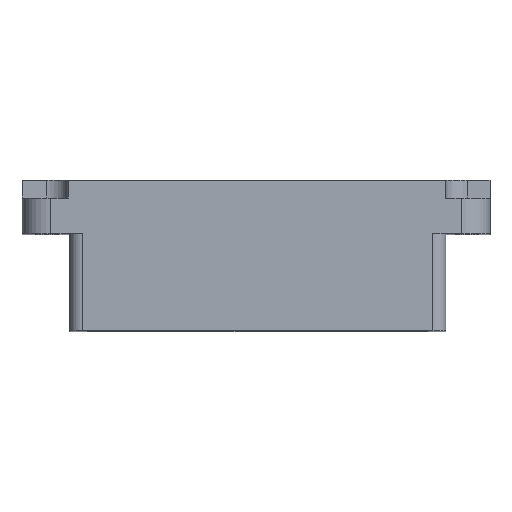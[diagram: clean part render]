
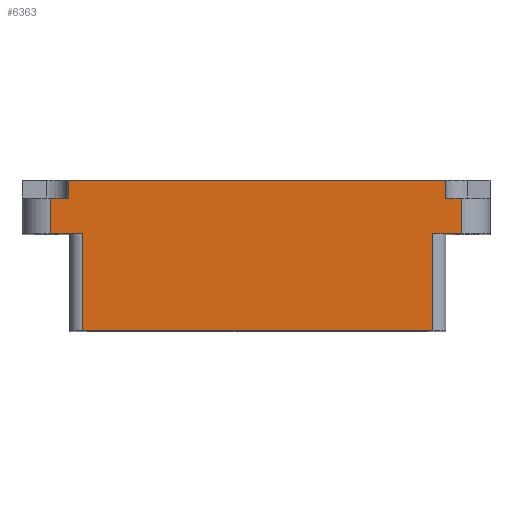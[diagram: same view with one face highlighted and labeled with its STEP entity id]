
A CAD part, top view. The second image highlights one B-rep face of the part: STEP entity #6363.
In plain terms, the highlighted planar face has unit normal (0, 0, 1).
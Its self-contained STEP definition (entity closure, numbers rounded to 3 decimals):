
#298=PLANE('',#6990);
#710=FACE_OUTER_BOUND('',#1052,.T.);
#1052=EDGE_LOOP('',(#5661,#5662,#5663,#5664,#5665,#5666,#5667,#5668,#5669,
#5670,#5671,#5672));
#1876=LINE('',#15171,#2400);
#1878=LINE('',#15177,#2402);
#1902=LINE('',#15245,#2426);
#1907=LINE('',#15255,#2431);
#1931=LINE('',#15319,#2455);
#1933=LINE('',#15325,#2457);
#1934=LINE('',#15327,#2458);
#1935=LINE('',#15329,#2459);
#1936=LINE('',#15331,#2460);
#1937=LINE('',#15333,#2461);
#1938=LINE('',#15334,#2462);
#1939=LINE('',#15335,#2463);
#2400=VECTOR('',#8571,10.);
#2402=VECTOR('',#8577,10.);
#2426=VECTOR('',#8637,10.);
#2431=VECTOR('',#8646,10.);
#2455=VECTOR('',#8706,10.);
#2457=VECTOR('',#8712,10.);
#2458=VECTOR('',#8713,10.);
#2459=VECTOR('',#8714,10.);
#2460=VECTOR('',#8715,10.);
#2461=VECTOR('',#8716,10.);
#2462=VECTOR('',#8717,10.);
#2463=VECTOR('',#8718,10.);
#3017=VERTEX_POINT('',#15167);
#3018=VERTEX_POINT('',#15169);
#3020=VERTEX_POINT('',#15175);
#3045=VERTEX_POINT('',#15242);
#3046=VERTEX_POINT('',#15244);
#3049=VERTEX_POINT('',#15254);
#3071=VERTEX_POINT('',#15318);
#3073=VERTEX_POINT('',#15324);
#3074=VERTEX_POINT('',#15326);
#3075=VERTEX_POINT('',#15328);
#3076=VERTEX_POINT('',#15330);
#3077=VERTEX_POINT('',#15332);
#3892=EDGE_CURVE('',#3017,#3018,#1876,.T.);
#3895=EDGE_CURVE('',#3018,#3020,#1878,.T.);
#3927=EDGE_CURVE('',#3046,#3045,#1902,.T.);
#3932=EDGE_CURVE('',#3049,#3046,#1907,.T.);
#3963=EDGE_CURVE('',#3049,#3071,#1931,.T.);
#3966=EDGE_CURVE('',#3020,#3073,#1933,.T.);
#3967=EDGE_CURVE('',#3074,#3073,#1934,.T.);
#3968=EDGE_CURVE('',#3074,#3075,#1935,.T.);
#3969=EDGE_CURVE('',#3076,#3075,#1936,.T.);
#3970=EDGE_CURVE('',#3077,#3076,#1937,.T.);
#3971=EDGE_CURVE('',#3071,#3077,#1938,.T.);
#3972=EDGE_CURVE('',#3045,#3017,#1939,.T.);
#5661=ORIENTED_EDGE('',*,*,#3892,.T.);
#5662=ORIENTED_EDGE('',*,*,#3895,.T.);
#5663=ORIENTED_EDGE('',*,*,#3966,.T.);
#5664=ORIENTED_EDGE('',*,*,#3967,.F.);
#5665=ORIENTED_EDGE('',*,*,#3968,.T.);
#5666=ORIENTED_EDGE('',*,*,#3969,.F.);
#5667=ORIENTED_EDGE('',*,*,#3970,.F.);
#5668=ORIENTED_EDGE('',*,*,#3971,.F.);
#5669=ORIENTED_EDGE('',*,*,#3963,.F.);
#5670=ORIENTED_EDGE('',*,*,#3932,.T.);
#5671=ORIENTED_EDGE('',*,*,#3927,.T.);
#5672=ORIENTED_EDGE('',*,*,#3972,.T.);
#6363=ADVANCED_FACE('',(#710),#298,.T.);
#6990=AXIS2_PLACEMENT_3D('',#15323,#8710,#8711);
#8571=DIRECTION('',(0.,-1.,0.));
#8577=DIRECTION('',(-1.,0.,0.));
#8637=DIRECTION('',(0.,1.,0.));
#8646=DIRECTION('',(-1.,0.,0.));
#8706=DIRECTION('',(0.,-1.,0.));
#8710=DIRECTION('center_axis',(0.,0.,1.));
#8711=DIRECTION('ref_axis',(-1.,0.,0.));
#8712=DIRECTION('',(0.,-1.,0.));
#8713=DIRECTION('',(-1.,0.,0.));
#8714=DIRECTION('',(0.,-1.,0.));
#8715=DIRECTION('',(-1.,0.,0.));
#8716=DIRECTION('',(0.,-1.,0.));
#8717=DIRECTION('',(-1.,0.,0.));
#8718=DIRECTION('',(-1.,0.,0.));
#15167=CARTESIAN_POINT('',(8.479,8.509,98.831));
#15169=CARTESIAN_POINT('',(8.479,5.334,98.831));
#15171=CARTESIAN_POINT('',(8.479,8.509,98.831));
#15175=CARTESIAN_POINT('',(5.348,5.334,98.831));
#15177=CARTESIAN_POINT('',(41.183,5.334,98.831));
#15242=CARTESIAN_POINT('',(75.191,8.509,98.831));
#15244=CARTESIAN_POINT('',(75.191,5.334,98.831));
#15245=CARTESIAN_POINT('',(75.191,8.509,98.831));
#15254=CARTESIAN_POINT('',(77.992,5.334,98.831));
#15255=CARTESIAN_POINT('',(78.561,5.334,98.831));
#15318=CARTESIAN_POINT('',(77.992,-0.991,98.831));
#15319=CARTESIAN_POINT('',(77.992,8.509,98.831));
#15323=CARTESIAN_POINT('Origin',(77.992,8.509,98.831));
#15324=CARTESIAN_POINT('',(5.348,-0.991,98.831));
#15325=CARTESIAN_POINT('',(5.348,8.509,98.831));
#15326=CARTESIAN_POINT('',(10.992,-0.991,98.831));
#15327=CARTESIAN_POINT('',(77.992,-0.991,98.831));
#15328=CARTESIAN_POINT('',(10.992,-18.161,98.831));
#15329=CARTESIAN_POINT('',(10.992,8.509,98.831));
#15330=CARTESIAN_POINT('',(72.968,-18.161,98.831));
#15331=CARTESIAN_POINT('',(72.968,-18.161,98.831));
#15332=CARTESIAN_POINT('',(72.968,-0.991,98.831));
#15333=CARTESIAN_POINT('',(72.968,8.509,98.831));
#15334=CARTESIAN_POINT('',(77.992,-0.991,98.831));
#15335=CARTESIAN_POINT('',(77.992,8.509,98.831));
